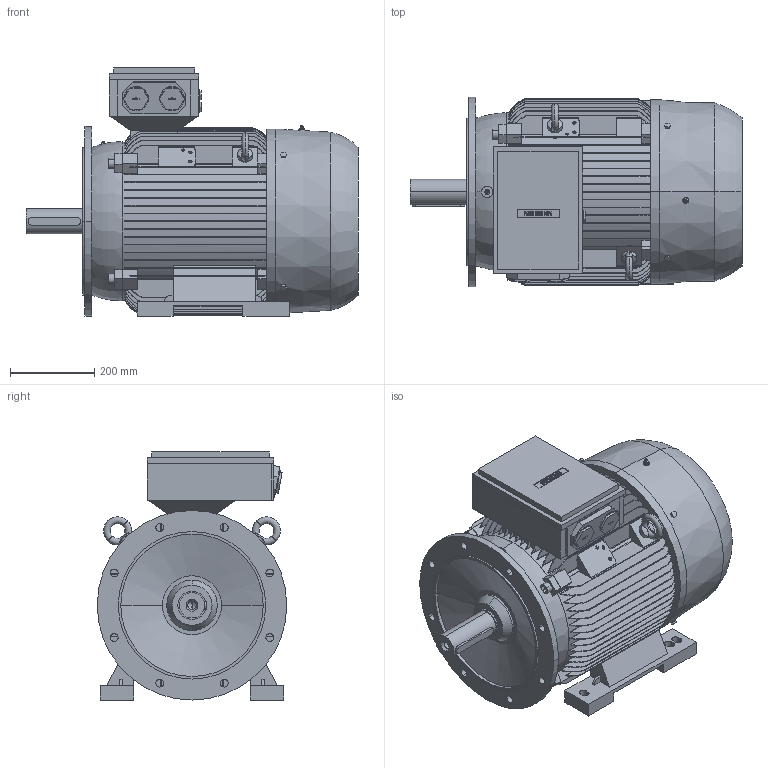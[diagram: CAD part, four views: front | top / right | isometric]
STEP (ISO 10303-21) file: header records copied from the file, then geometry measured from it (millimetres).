
FILE_DESCRIPTION(('STEP AP214'),'1');
FILE_NAME('cctmp_FCB0E5CE-A681-4065-BD00-E8E562B4B5B1_2023_06_27_09_06_31_0709..stp','2023-06-27T07:06:32',('SIEMENS A&D'),('CADClick - www.CADClick.com'),'Spatial InterOp 3D',' ','unknown authorization');
FILE_SCHEMA(('AUTOMOTIVE_DESIGN'));
Length unit declared in the file: millimetre
Products named in the file (1): 1
Bounding box: 788 x 450 x 589 mm (x, y, z)
Volume: 90372062.1 mm3; surface area: 3047233.1 mm2
Topology: 7 solids, 9 shells, 1167 faces, 3260 edges, 2154 vertices
Faces by surface type: plane 715, cylinder 266, torus 158, cone 28
Entity records: 57768 total; most frequent: CARTESIAN_POINT 18827, ORIENTED_EDGE 6516, DIRECTION 5650, EDGE_CURVE 3258, VERTEX_POINT 2154, LINE 2012, VECTOR 2012, AXIS2_PLACEMENT_3D 1819
